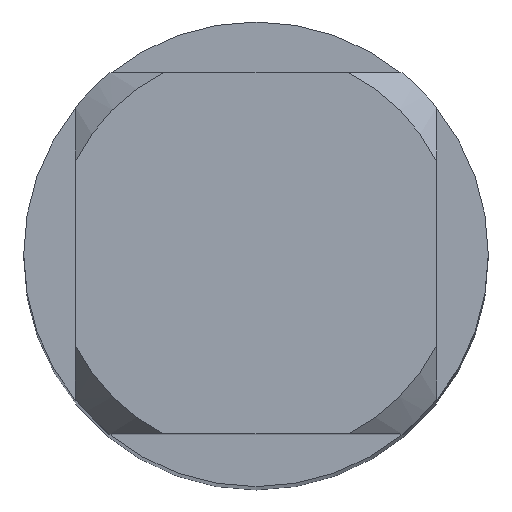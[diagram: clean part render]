
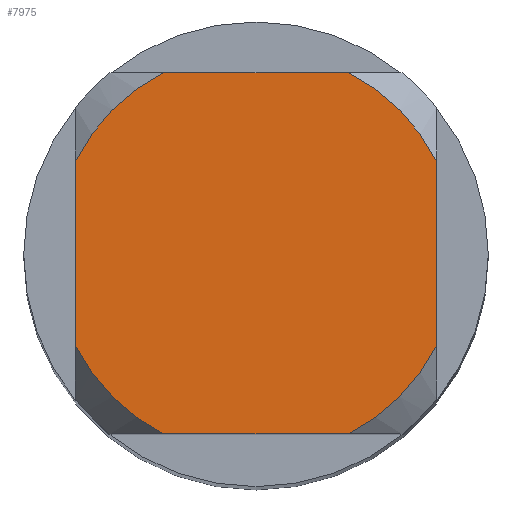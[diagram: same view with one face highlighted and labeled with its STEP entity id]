
A CAD part, top view. The second image highlights one B-rep face of the part: STEP entity #7975.
In plain terms, the highlighted planar face has unit normal (0, 0, 1).
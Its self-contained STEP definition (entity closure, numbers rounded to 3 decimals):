
#3433=EDGE_CURVE('',#8171,#8245,#9420,.T.);
#3489=EDGE_CURVE('',#4359,#4325,#9484,.T.);
#3679=EDGE_CURVE('',#8171,#8457,#9689,.T.);
#4179=EDGE_CURVE('',#5197,#4325,#10224,.T.);
#4325=VERTEX_POINT('',#10386);
#4359=VERTEX_POINT('',#10424);
#5197=VERTEX_POINT('',#11336);
#5269=EDGE_CURVE('',#6067,#8245,#11416,.T.);
#6037=EDGE_CURVE('',#6067,#6077,#12253,.T.);
#6067=VERTEX_POINT('',#12285);
#6077=VERTEX_POINT('',#12295);
#6483=EDGE_CURVE('',#5197,#6077,#12738,.T.);
#7975=ADVANCED_FACE('',(#14375),#14376,.T.);
#8065=EDGE_CURVE('',#4359,#8457,#14473,.T.);
#8171=VERTEX_POINT('',#14586);
#8245=VERTEX_POINT('',#14668);
#8457=VERTEX_POINT('',#14902);
#9420=CIRCLE('',#16244,2.75);
#9484=LINE('',#16325,#16326);
#9689=LINE('',#16726,#16727);
#10224=CIRCLE('',#17672,2.75);
#10386=CARTESIAN_POINT('',(-2.45,-1.249,0.0));
#10424=CARTESIAN_POINT('',(-2.45,1.249,0.0));
#11336=CARTESIAN_POINT('',(-1.249,-2.45,0.0));
#11416=LINE('',#19643,#19644);
#12253=CIRCLE('',#21035,2.75);
#12285=CARTESIAN_POINT('',(2.45,-1.249,0.0));
#12295=CARTESIAN_POINT('',(1.249,-2.45,0.0));
#12738=LINE('',#21852,#21853);
#14375=FACE_OUTER_BOUND('',#24599,.T.);
#14376=PLANE('',#24600);
#14473=CIRCLE('',#24767,2.75);
#14586=CARTESIAN_POINT('',(1.249,2.45,0.0));
#14668=CARTESIAN_POINT('',(2.45,1.249,0.0));
#14902=CARTESIAN_POINT('',(-1.249,2.45,0.0));
#16244=AXIS2_PLACEMENT_3D('',#27060,#27061,#27062);
#16325=CARTESIAN_POINT('',(-2.45,0.688,0.0));
#16326=VECTOR('',#27152,1.0);
#16726=CARTESIAN_POINT('',(0.0,2.45,0.0));
#16727=VECTOR('',#27334,1.0);
#17672=AXIS2_PLACEMENT_3D('',#27824,#27825,#27826);
#19643=CARTESIAN_POINT('',(2.45,0.688,0.0));
#19644=VECTOR('',#29083,1.0);
#21035=AXIS2_PLACEMENT_3D('',#29948,#29949,#29950);
#21852=CARTESIAN_POINT('',(0.0,-2.45,0.0));
#21853=VECTOR('',#30459,1.0);
#24599=EDGE_LOOP('',(#32593,#32594,#32595,#32596,#32597,#32598,#32599,#32600));
#24600=AXIS2_PLACEMENT_3D('',#32601,#32602,#32603);
#24767=AXIS2_PLACEMENT_3D('',#32695,#32696,#32697);
#27060=CARTESIAN_POINT('',(0.0,0.0,0.0));
#27061=DIRECTION('',(0.0,0.0,-1.0));
#27062=DIRECTION('',(0.0,1.0,0.0));
#27152=DIRECTION('',(-0.0,-1.0,0.0));
#27334=DIRECTION('',(-1.0,0.0,0.0));
#27824=CARTESIAN_POINT('',(0.0,0.0,0.0));
#27825=DIRECTION('',(0.0,0.0,-1.0));
#27826=DIRECTION('',(0.0,1.0,0.0));
#29083=DIRECTION('',(-0.0,1.0,0.0));
#29948=CARTESIAN_POINT('',(0.0,0.0,0.0));
#29949=DIRECTION('',(0.0,0.0,-1.0));
#29950=DIRECTION('',(0.0,1.0,0.0));
#30459=DIRECTION('',(1.0,0.0,0.0));
#32593=ORIENTED_EDGE('',*,*,#3489,.T.);
#32594=ORIENTED_EDGE('',*,*,#4179,.F.);
#32595=ORIENTED_EDGE('',*,*,#6483,.T.);
#32596=ORIENTED_EDGE('',*,*,#6037,.F.);
#32597=ORIENTED_EDGE('',*,*,#5269,.T.);
#32598=ORIENTED_EDGE('',*,*,#3433,.F.);
#32599=ORIENTED_EDGE('',*,*,#3679,.T.);
#32600=ORIENTED_EDGE('',*,*,#8065,.F.);
#32601=CARTESIAN_POINT('',(0.0,1.375,0.0));
#32602=DIRECTION('',(-0.0,0.0,1.0));
#32603=DIRECTION('',(0.0,-1.0,0.0));
#32695=CARTESIAN_POINT('',(0.0,0.0,0.0));
#32696=DIRECTION('',(0.0,0.0,-1.0));
#32697=DIRECTION('',(0.0,1.0,0.0));
